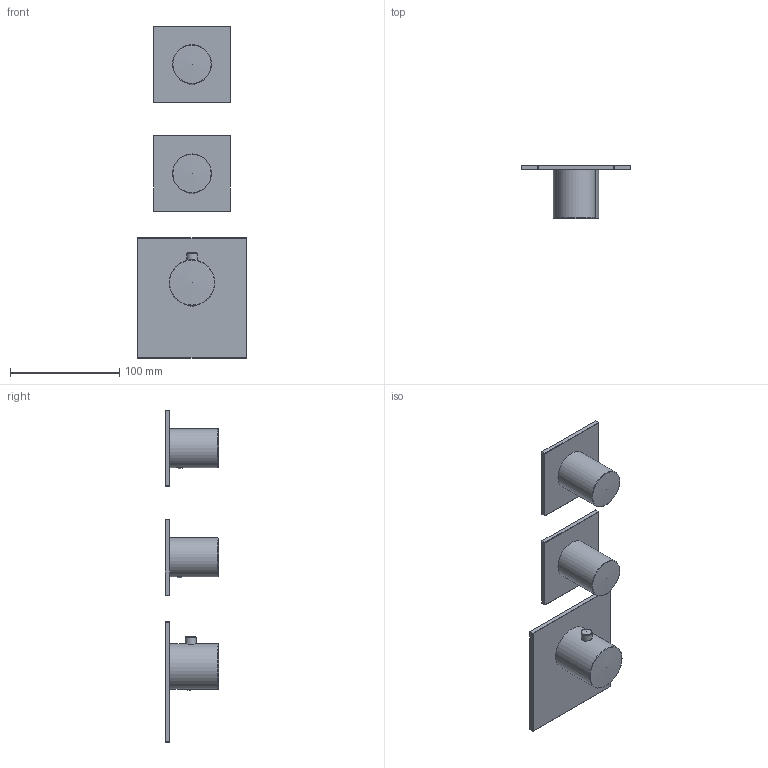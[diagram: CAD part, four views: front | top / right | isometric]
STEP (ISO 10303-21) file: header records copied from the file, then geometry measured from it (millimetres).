
FILE_DESCRIPTION(/* description */ ('Unknown'),/* implementation_level */ '2;1');
FILE_NAME(/* name */ 'MHQR2',/* time_stamp */ '2016-04-29T14:43:57+02:00',/* author */ ('Unknown'),/* organization */ ('Unknown'),/* preprocessor_version */ 'ST-DEVELOPER v16.7',/* originating_system */ 'DEX',/* authorisation */ $);
FILE_SCHEMA (('AUTOMOTIVE_DESIGN {1 0 10303 214 3 1 1}'));
Length unit declared in the file: millimetre
Products named in the file (2): e180082_02100sc; E180082_02100SC
Assembly tree (1 placements, depth 2):
  e180082_02100sc
    E180082_02100SC
Bounding box: 100 x 49 x 304 mm (x, y, z)
Volume: 225263.3 mm3; surface area: 64897.2 mm2
Topology: 3 solids, 3 shells, 197 faces, 600 edges, 428 vertices
Faces by surface type: cylinder 65, plane 61, bspline 36, torus 22, sphere 7, cone 6
Full cylindrical faces by diameter (mm): 4.2 x4, 9.95 x1, 17 x2, 22 x3, 35.7 x2, 41.7 x1
Entity records: 14613 total; most frequent: CARTESIAN_POINT 9868, ORIENTED_EDGE 1072, DIRECTION 788, EDGE_CURVE 536, VERTEX_POINT 394, AXIS2_PLACEMENT_3D 316, EDGE_LOOP 244, FACE_BOUND 244
